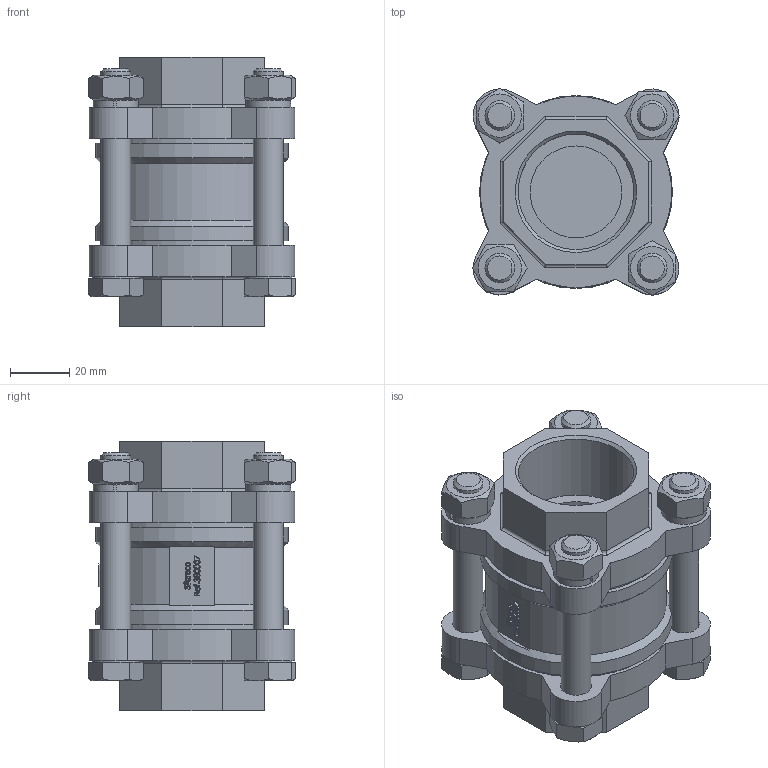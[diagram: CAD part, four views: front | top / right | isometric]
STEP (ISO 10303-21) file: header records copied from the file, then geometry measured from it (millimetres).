
FILE_DESCRIPTION(/* description */ ('380007'),/* implementation_level */ '2;1');
FILE_NAME(/* name */ '380007.stp',/* time_stamp */ '2019-02-07T16:17:49+01:00',/* author */ ('jmorand'),/* organization */ ('Sferaco'),/* preprocessor_version */ 'ST-DEVELOPER v17',/* originating_system */ 'Autodesk Inventor 2019',/* authorisation */ '');
FILE_SCHEMA (('AUTOMOTIVE_DESIGN { 1 0 10303 214 3 1 1 }'));
Length unit declared in the file: millimetre
Products named in the file (1): 380007_bd
Bounding box: 69.88 x 69.88 x 91 mm (x, y, z)
Volume: 227106.4 mm3; surface area: 64610.4 mm2
Topology: 15 solids, 15 shells, 881 faces, 2318 edges, 1532 vertices
Faces by surface type: plane 402, bspline 346, cylinder 85, cone 48
Full cylindrical faces by diameter (mm): 8.376 x4, 10 x4, 10.5 x8, 16 x4, 31 x2, 38.952 x2, 62 x2
Entity records: 30931 total; most frequent: CARTESIAN_POINT 10610, ORIENTED_EDGE 4636, DIRECTION 2874, EDGE_CURVE 2318, VERTEX_POINT 1532, LINE 1226, VECTOR 1226, EDGE_LOOP 974
